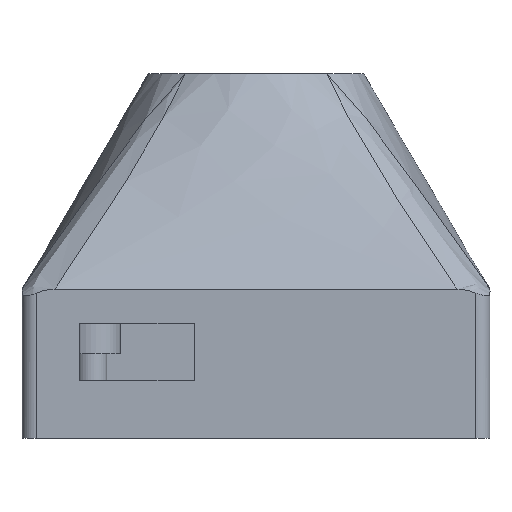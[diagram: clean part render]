
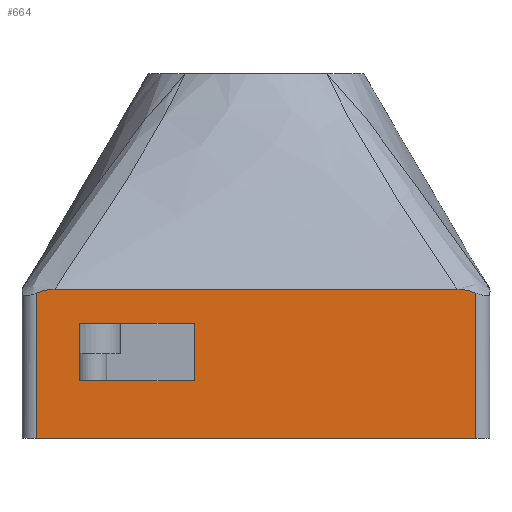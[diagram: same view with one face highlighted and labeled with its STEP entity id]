
A CAD part, left-side view. The second image highlights one B-rep face of the part: STEP entity #664.
In plain terms, the highlighted planar face has unit normal (-1, 0, 0).
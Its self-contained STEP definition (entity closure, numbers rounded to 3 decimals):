
#15=FACE_BOUND('',#239,.T.);
#25=PLANE('',#719);
#72=LINE('',#1225,#129);
#73=LINE('',#1241,#130);
#74=LINE('',#1243,#131);
#75=LINE('',#1245,#132);
#76=LINE('',#1254,#133);
#77=LINE('',#1256,#134);
#78=LINE('',#1258,#135);
#79=LINE('',#1259,#136);
#129=VECTOR('',#781,10.);
#130=VECTOR('',#786,10.);
#131=VECTOR('',#787,10.);
#132=VECTOR('',#788,10.);
#133=VECTOR('',#789,10.);
#134=VECTOR('',#790,10.);
#135=VECTOR('',#791,10.);
#136=VECTOR('',#792,10.);
#196=FACE_OUTER_BOUND('',#238,.T.);
#238=EDGE_LOOP('',(#488,#489,#490,#491,#492,#493));
#239=EDGE_LOOP('',(#494,#495,#496,#497));
#290=B_SPLINE_CURVE_WITH_KNOTS('',3,(#1149,#1150,#1151,#1152,#1153,#1154),
 .UNSPECIFIED.,.F.,.F.,(4,2,4),(0.055,0.101,0.189),
 .UNSPECIFIED.);
#296=B_SPLINE_CURVE_WITH_KNOTS('',3,(#1246,#1247,#1248,#1249,#1250,#1251),
 .UNSPECIFIED.,.F.,.F.,(4,2,4),(0.,0.088,0.134),
 .UNSPECIFIED.);
#314=VERTEX_POINT('',#1147);
#315=VERTEX_POINT('',#1148);
#319=VERTEX_POINT('',#1224);
#321=VERTEX_POINT('',#1240);
#322=VERTEX_POINT('',#1242);
#323=VERTEX_POINT('',#1244);
#324=VERTEX_POINT('',#1252);
#325=VERTEX_POINT('',#1253);
#326=VERTEX_POINT('',#1255);
#327=VERTEX_POINT('',#1257);
#379=EDGE_CURVE('',#314,#315,#290,.T.);
#384=EDGE_CURVE('',#315,#319,#72,.T.);
#387=EDGE_CURVE('',#321,#314,#73,.T.);
#388=EDGE_CURVE('',#322,#321,#74,.T.);
#389=EDGE_CURVE('',#323,#322,#75,.T.);
#390=EDGE_CURVE('',#319,#323,#296,.T.);
#391=EDGE_CURVE('',#324,#325,#76,.T.);
#392=EDGE_CURVE('',#325,#326,#77,.T.);
#393=EDGE_CURVE('',#326,#327,#78,.T.);
#394=EDGE_CURVE('',#327,#324,#79,.T.);
#488=ORIENTED_EDGE('',*,*,#379,.F.);
#489=ORIENTED_EDGE('',*,*,#387,.F.);
#490=ORIENTED_EDGE('',*,*,#388,.F.);
#491=ORIENTED_EDGE('',*,*,#389,.F.);
#492=ORIENTED_EDGE('',*,*,#390,.F.);
#493=ORIENTED_EDGE('',*,*,#384,.F.);
#494=ORIENTED_EDGE('',*,*,#391,.T.);
#495=ORIENTED_EDGE('',*,*,#392,.T.);
#496=ORIENTED_EDGE('',*,*,#393,.T.);
#497=ORIENTED_EDGE('',*,*,#394,.T.);
#664=ADVANCED_FACE('',(#196,#15),#25,.T.);
#719=AXIS2_PLACEMENT_3D('',#1239,#784,#785);
#781=DIRECTION('',(0.,-1.,0.));
#784=DIRECTION('center_axis',(-1.,0.,0.));
#785=DIRECTION('ref_axis',(0.,1.,0.));
#786=DIRECTION('',(0.,0.,1.));
#787=DIRECTION('',(0.,1.,0.));
#788=DIRECTION('',(0.,0.,-1.));
#789=DIRECTION('',(0.,-1.,0.));
#790=DIRECTION('',(0.,0.,-1.));
#791=DIRECTION('',(0.,1.,0.));
#792=DIRECTION('',(0.,0.,1.));
#1147=CARTESIAN_POINT('',(-18.8,15.3,-0.286));
#1148=CARTESIAN_POINT('',(-18.8,13.997,0.));
#1149=CARTESIAN_POINT('Ctrl Pts',(-18.8,15.3,-0.286));
#1150=CARTESIAN_POINT('Ctrl Pts',(-18.8,15.157,-0.227));
#1151=CARTESIAN_POINT('Ctrl Pts',(-18.8,15.011,-0.175));
#1152=CARTESIAN_POINT('Ctrl Pts',(-18.8,14.582,-0.051));
#1153=CARTESIAN_POINT('Ctrl Pts',(-18.8,14.289,0.));
#1154=CARTESIAN_POINT('Ctrl Pts',(-18.8,13.997,0.));
#1224=CARTESIAN_POINT('',(-18.8,-13.997,0.));
#1225=CARTESIAN_POINT('',(-18.8,16.3,0.));
#1239=CARTESIAN_POINT('Origin',(-18.8,-16.3,0.));
#1240=CARTESIAN_POINT('',(-18.8,15.3,-10.4));
#1241=CARTESIAN_POINT('',(-18.8,15.3,0.));
#1242=CARTESIAN_POINT('',(-18.8,-15.3,-10.4));
#1243=CARTESIAN_POINT('',(-18.8,16.3,-10.4));
#1244=CARTESIAN_POINT('',(-18.8,-15.3,-0.286));
#1245=CARTESIAN_POINT('',(-18.8,-15.3,0.));
#1246=CARTESIAN_POINT('Ctrl Pts',(-18.8,-13.997,0.));
#1247=CARTESIAN_POINT('Ctrl Pts',(-18.8,-14.289,0.));
#1248=CARTESIAN_POINT('Ctrl Pts',(-18.8,-14.582,-0.051));
#1249=CARTESIAN_POINT('Ctrl Pts',(-18.8,-15.01,-0.175));
#1250=CARTESIAN_POINT('Ctrl Pts',(-18.8,-15.157,-0.227));
#1251=CARTESIAN_POINT('Ctrl Pts',(-18.8,-15.3,-0.286));
#1252=CARTESIAN_POINT('',(-18.8,12.3,-2.4));
#1253=CARTESIAN_POINT('',(-18.8,4.3,-2.4));
#1254=CARTESIAN_POINT('',(-18.8,-2.,-2.4));
#1255=CARTESIAN_POINT('',(-18.8,4.3,-6.4));
#1256=CARTESIAN_POINT('',(-18.8,4.3,-1.2));
#1257=CARTESIAN_POINT('',(-18.8,12.3,-6.4));
#1258=CARTESIAN_POINT('',(-18.8,-6.,-6.4));
#1259=CARTESIAN_POINT('',(-18.8,12.3,-3.2));
